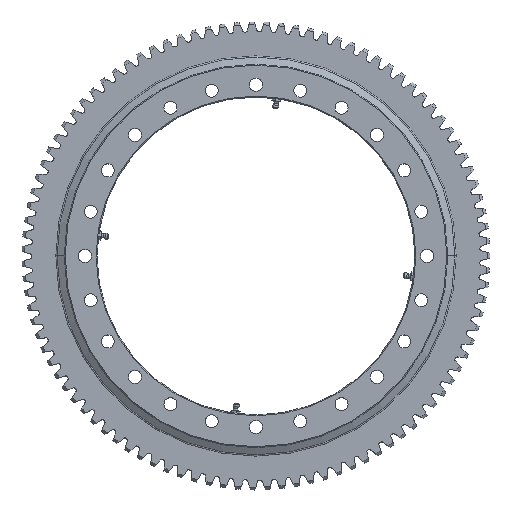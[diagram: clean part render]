
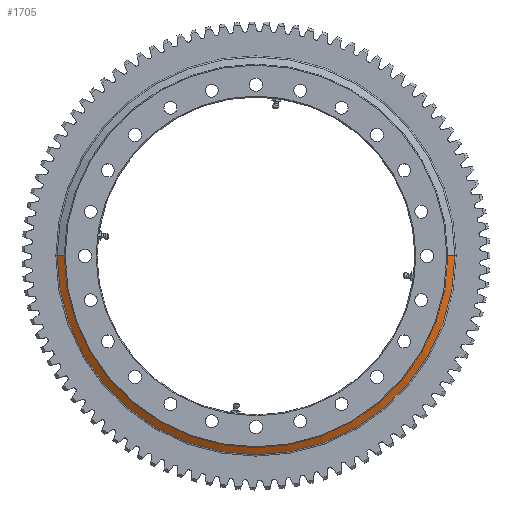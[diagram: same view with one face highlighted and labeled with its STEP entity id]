
A CAD part, top view. The second image highlights one B-rep face of the part: STEP entity #1705.
In plain terms, the highlighted conical face has half-angle 58.57 degrees and reference radius 206.25 mm.
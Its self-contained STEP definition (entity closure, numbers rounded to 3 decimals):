
#1336 = ORIENTED_EDGE ( 'NONE', *, *, #23648, .F. ) ;
#1399 = DIRECTION ( 'NONE',  ( 0., -0.521, -0.853 ) ) ;
#1705 = ADVANCED_FACE ( 'NONE', ( #23383 ), #38559, .T. ) ;
#3347 = CARTESIAN_POINT ( 'NONE',  ( 199.25, -2.61, 0. ) ) ;
#3844 = EDGE_CURVE ( 'NONE', #24926, #21289, #24747, .T. ) ;
#6623 = DIRECTION ( 'NONE',  ( 0., 0., -1. ) ) ;
#6628 = CARTESIAN_POINT ( 'NONE',  ( 199.25, 2., 0. ) ) ;
#8062 = CIRCLE ( 'NONE', #15264, 213.794 ) ;
#9896 = DIRECTION ( 'NONE',  ( 0., -1., 0. ) ) ;
#10297 = CIRCLE ( 'NONE', #14759, 206.25 ) ;
#11968 = CARTESIAN_POINT ( 'NONE',  ( 199.25, -2.61, 213.794 ) ) ;
#14759 = AXIS2_PLACEMENT_3D ( 'NONE', #36176, #16819, #39494 ) ;
#15264 = AXIS2_PLACEMENT_3D ( 'NONE', #3347, #26027, #6623 ) ;
#16292 = VERTEX_POINT ( 'NONE', #11968 ) ;
#16819 = DIRECTION ( 'NONE',  ( 0., -1., 0. ) ) ;
#16838 = ORIENTED_EDGE ( 'NONE', *, *, #39006, .T. ) ;
#17148 = VECTOR ( 'NONE', #1399, 1000. ) ;
#19831 = EDGE_CURVE ( 'NONE', #28255, #16292, #35961, .T. ) ;
#21289 = VERTEX_POINT ( 'NONE', #29160 ) ;
#23383 = FACE_OUTER_BOUND ( 'NONE', #38738, .T. ) ;
#23648 = EDGE_CURVE ( 'NONE', #16292, #21289, #8062, .T. ) ;
#24747 = LINE ( 'NONE', #36902, #17148 ) ;
#24926 = VERTEX_POINT ( 'NONE', #40793 ) ;
#25182 = AXIS2_PLACEMENT_3D ( 'NONE', #6628, #9896, #26030 ) ;
#26027 = DIRECTION ( 'NONE',  ( 0., -1., 0. ) ) ;
#26030 = DIRECTION ( 'NONE',  ( 0., 0., -1. ) ) ;
#26839 = ORIENTED_EDGE ( 'NONE', *, *, #3844, .T. ) ;
#27380 = VECTOR ( 'NONE', #31032, 1000. ) ;
#27779 = CARTESIAN_POINT ( 'NONE',  ( 199.25, 2., 206.25 ) ) ;
#28255 = VERTEX_POINT ( 'NONE', #33000 ) ;
#29160 = CARTESIAN_POINT ( 'NONE',  ( 199.25, -2.61, -213.794 ) ) ;
#31032 = DIRECTION ( 'NONE',  ( 0., -0.521, 0.853 ) ) ;
#33000 = CARTESIAN_POINT ( 'NONE',  ( 199.25, 2., 206.25 ) ) ;
#35961 = LINE ( 'NONE', #27779, #27380 ) ;
#36176 = CARTESIAN_POINT ( 'NONE',  ( 199.25, 2., 0. ) ) ;
#36902 = CARTESIAN_POINT ( 'NONE',  ( 199.25, 2., -206.25 ) ) ;
#38559 = CONICAL_SURFACE ( 'NONE', #25182, 206.25, 1.022 ) ;
#38738 = EDGE_LOOP ( 'NONE', ( #41745, #16838, #26839, #1336 ) ) ;
#39006 = EDGE_CURVE ( 'NONE', #28255, #24926, #10297, .T. ) ;
#39494 = DIRECTION ( 'NONE',  ( 0., 0., -1. ) ) ;
#40793 = CARTESIAN_POINT ( 'NONE',  ( 199.25, 2., -206.25 ) ) ;
#41745 = ORIENTED_EDGE ( 'NONE', *, *, #19831, .F. ) ;
